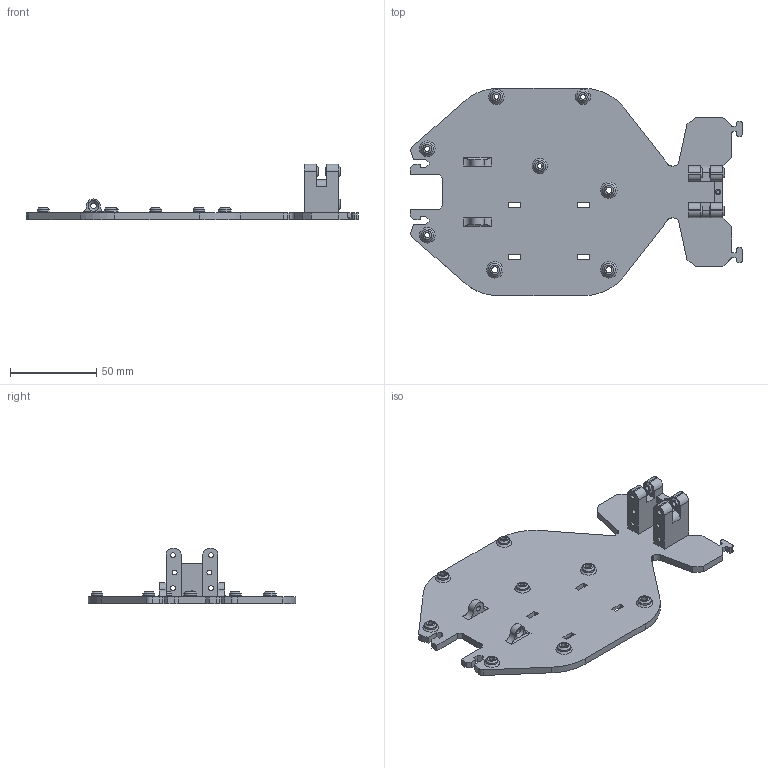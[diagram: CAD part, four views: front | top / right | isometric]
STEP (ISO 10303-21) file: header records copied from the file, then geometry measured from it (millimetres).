
FILE_DESCRIPTION(/* description */ (''),/* implementation_level */ '2;1');
FILE_NAME(/* name */ 'Chassis.stp',/* time_stamp */ '2020-10-25T15:02:36+01:00',/* author */ ('Elia'),/* organization */ (''),/* preprocessor_version */ 'ST-DEVELOPER v18',/* originating_system */ 'Autodesk Inventor 2020',/* authorisation */ '');
FILE_SCHEMA (('AUTOMOTIVE_DESIGN { 1 0 10303 214 3 1 1 }'));
Length unit declared in the file: millimetre
Products named in the file (1): Chassis
Bounding box: 192 x 120 x 32 mm (x, y, z)
Volume: 77158.2 mm3; surface area: 42648.7 mm2
Topology: 1 solids, 1 shells, 229 faces, 644 edges, 432 vertices
Faces by surface type: plane 119, cylinder 74, cone 36
Full cylindrical faces by diameter (mm): 2 x1, 2.8 x12, 3 x2, 3.2 x2, 3.5 x3, 6.8 x3, 7 x2, 7.5 x3
Entity records: 7621 total; most frequent: CARTESIAN_POINT 1336, DIRECTION 1326, ORIENTED_EDGE 1288, EDGE_CURVE 644, AXIS2_PLACEMENT_3D 458, VERTEX_POINT 432, LINE 410, VECTOR 410
